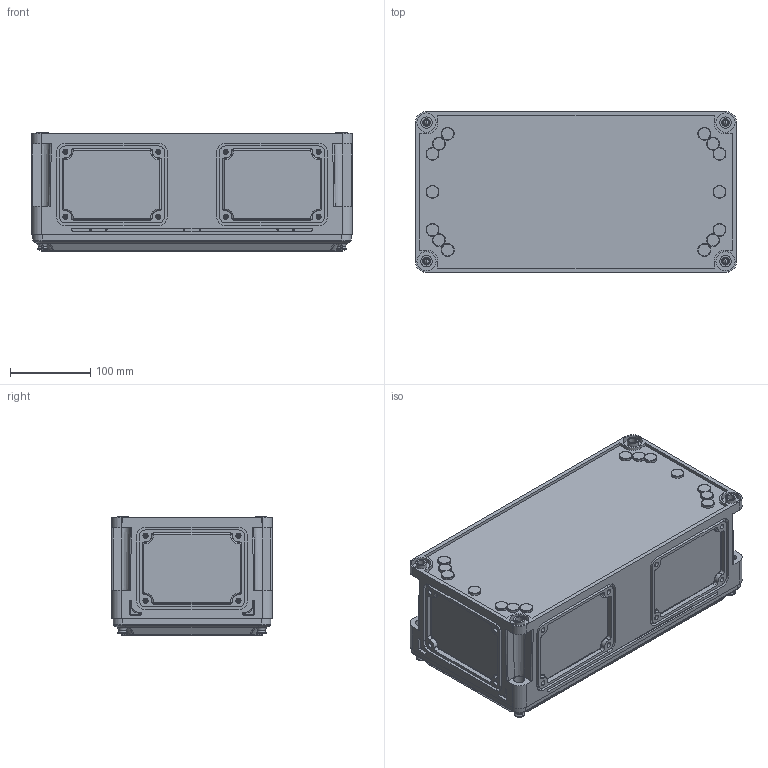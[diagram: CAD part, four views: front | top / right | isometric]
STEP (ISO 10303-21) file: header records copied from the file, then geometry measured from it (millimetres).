
FILE_DESCRIPTION (( 'STEP AP203' ), '1' );
FILE_NAME ('542210.STEP', '2015-02-20T11:25:40', ( '' ), ( '' ), 'SwSTEP 2.0', 'SolidWorks 2014', '' );
FILE_SCHEMA (( 'CONFIG_CONTROL_DESIGN' ));
Length unit declared in the file: millimetre
Products named in the file (6): ���� ��������� ������ RAM box_�� 㬮�砭��; ������ ��� ��������� ������ RAM box_�� 㬮�砭��; Ïðîêëàäêà 300,400_400å200; 542210; 542210 ��������� 400�200_�� 㬮�砭��; êðûøêà RAM box H21 300 è 400_Šàëèª  400å200å21
Assembly tree (11 placements, depth 2):
  542210
    542210 ��������� 400�200_�� 㬮�砭��
    êðûøêà RAM box H21 300 è 400_Šàëèª  400å200å21
    ���� ��������� ������ RAM box_�� 㬮�砭��  x4
    ������ ��� ��������� ������ RAM box_�� 㬮�砭��  x4
    Ïðîêëàäêà 300,400_400å200
Bounding box: 400 x 200 x 148 mm (x, y, z)
Volume: 1250721 mm3; surface area: 762630.6 mm2
Topology: 11 solids, 11 shells, 2292 faces, 6173 edges, 3998 vertices
Faces by surface type: cylinder 905, plane 715, torus 220, bspline 212, cone 172, sphere 68
Entity records: 60749 total; most frequent: CARTESIAN_POINT 17293, DIRECTION 9063, ORIENTED_EDGE 8938, EDGE_CURVE 4469, AXIS2_PLACEMENT_3D 3433, VERTEX_POINT 2913, LINE 2197, VECTOR 2197
